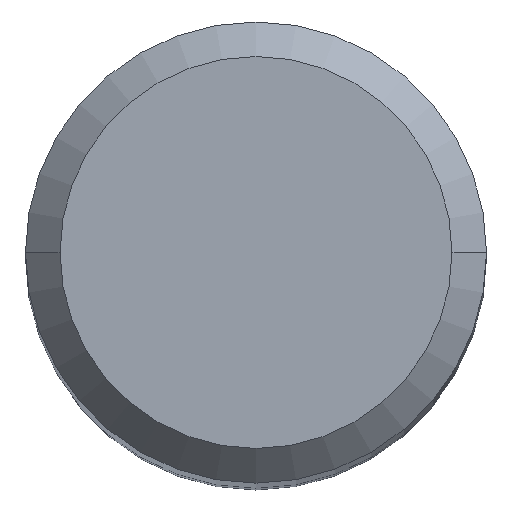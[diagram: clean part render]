
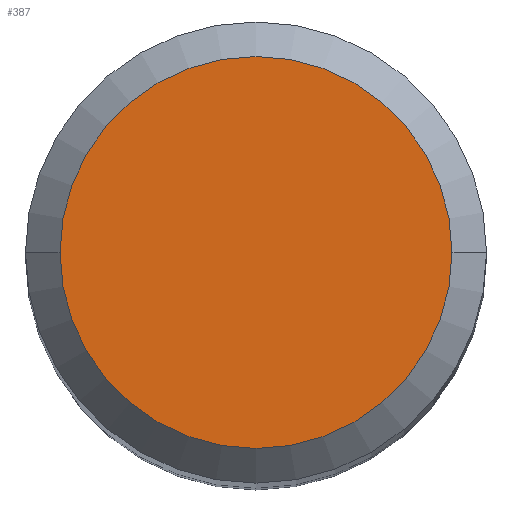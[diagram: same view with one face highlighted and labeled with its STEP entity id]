
A CAD part, top view. The second image highlights one B-rep face of the part: STEP entity #387.
In plain terms, the highlighted planar face has unit normal (0, 0, 1).
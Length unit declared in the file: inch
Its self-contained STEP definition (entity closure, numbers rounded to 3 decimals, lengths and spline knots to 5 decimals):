
#25 = FACE_OUTER_BOUND ( 'NONE', #57, .T. ) ;
#41 = CARTESIAN_POINT ( 'NONE',  ( 0., 0., 0. ) ) ;
#45 = DIRECTION ( 'NONE',  ( 1., 0., 0. ) ) ;
#57 = EDGE_LOOP ( 'NONE', ( #475, #91 ) ) ;
#58 = CARTESIAN_POINT ( 'NONE',  ( -0.10039, 0., 0. ) ) ;
#91 = ORIENTED_EDGE ( 'NONE', *, *, #112, .T. ) ;
#92 = PLANE ( 'NONE',  #271 ) ;
#112 = EDGE_CURVE ( 'NONE', #428, #407, #232, .T. ) ;
#156 = DIRECTION ( 'NONE',  ( 0., 0., 1. ) ) ;
#176 = CARTESIAN_POINT ( 'NONE',  ( 0.10039, 0., 0. ) ) ;
#224 = CIRCLE ( 'NONE', #352, 0.10039 ) ;
#229 = CARTESIAN_POINT ( 'NONE',  ( 0., 0., 0. ) ) ;
#232 = CIRCLE ( 'NONE', #329, 0.10039 ) ;
#247 = CARTESIAN_POINT ( 'NONE',  ( 0., 0., 0. ) ) ;
#271 = AXIS2_PLACEMENT_3D ( 'NONE', #247, #398, #360 ) ;
#305 = EDGE_CURVE ( 'NONE', #407, #428, #224, .T. ) ;
#329 = AXIS2_PLACEMENT_3D ( 'NONE', #229, #156, #458 ) ;
#352 = AXIS2_PLACEMENT_3D ( 'NONE', #41, #388, #45 ) ;
#360 = DIRECTION ( 'NONE',  ( -1., 0., 0. ) ) ;
#387 = ADVANCED_FACE ( 'NONE', ( #25 ), #92, .F. ) ;
#388 = DIRECTION ( 'NONE',  ( 0., 0., 1. ) ) ;
#398 = DIRECTION ( 'NONE',  ( 0., 0., -1. ) ) ;
#407 = VERTEX_POINT ( 'NONE', #58 ) ;
#428 = VERTEX_POINT ( 'NONE', #176 ) ;
#458 = DIRECTION ( 'NONE',  ( 1., 0., 0. ) ) ;
#475 = ORIENTED_EDGE ( 'NONE', *, *, #305, .T. ) ;
